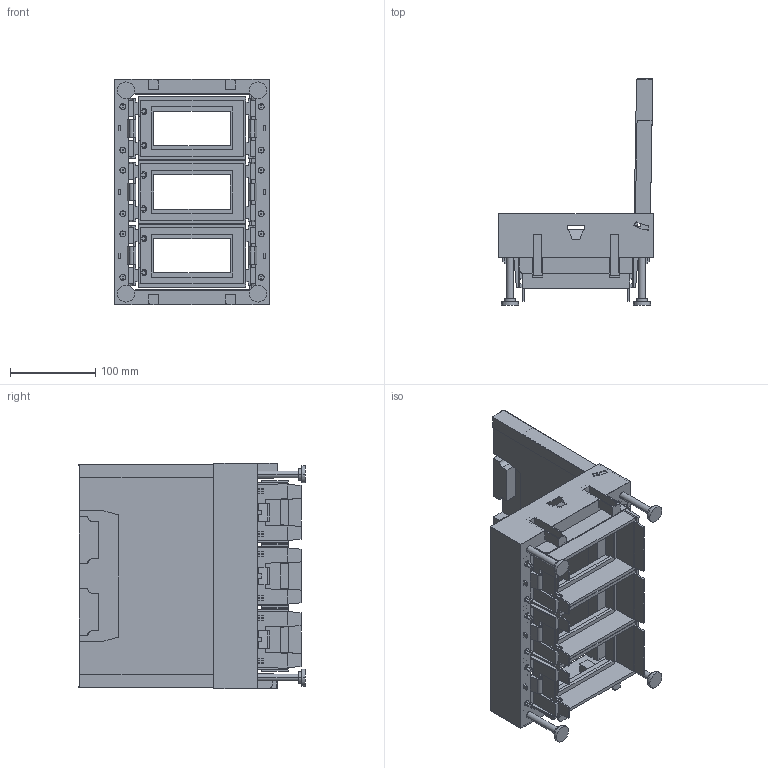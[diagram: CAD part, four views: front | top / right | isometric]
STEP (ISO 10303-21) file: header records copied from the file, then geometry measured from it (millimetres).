
FILE_DESCRIPTION(('CATIA V5 STEP Exchange','CAx-IF Rec.Pracs.--- Model Styling and Organization---1.5--- 2016-08-15','CAx-IF Rec.Pracs.---Supplemental Geometry---1.0---2011-11-01','CAx-IF Rec.Pracs.--- Composite Materials ---3.4---2017-06-13','CAx-IF Rec.Pracs.---Tessellated 3D Geometry---1.0---2015-12-17'),'2;1');
FILE_NAME('LG-080745-S_open.stp','2025-05-02T07:50:43+00:00',('none'),('none'),'CATIA Version 5-6 Release 2020','CATIA V5 STEP AP242 v1','none');
FILE_SCHEMA(('AP242_MANAGED_MODEL_BASED_3D_ENGINEERING_MIM_LF {1 0 10303 442 1 1 4}'));
Length unit declared in the file: millimetre
Products named in the file (5): A029402_A; A027673_A-ASS PLANCHER TECHNIQUE.1; D012815_A-MOD.3; A027980_A-S_107mm; AO11423_A-S
Assembly tree (6 placements, depth 3):
  A029402_A
    A027673_A-ASS PLANCHER TECHNIQUE.1  x3
      D012815_A-MOD.3
    A027980_A-S_107mm
    AO11423_A-S
Bounding box: 180.9 x 265.11 x 264.1 mm (x, y, z)
Volume: 629899.1 mm3; surface area: 468360.2 mm2
Topology: 8 solids, 8 shells, 1163 faces, 3248 edges, 2126 vertices
Faces by surface type: plane 962, cylinder 201
Entity records: 19192 total; most frequent: CARTESIAN_POINT 3965, ORIENTED_EDGE 3480, DIRECTION 2489, EDGE_CURVE 1740, VECTOR 1455, LINE 1455, VERTEX_POINT 1142, EDGE_LOOP 716
